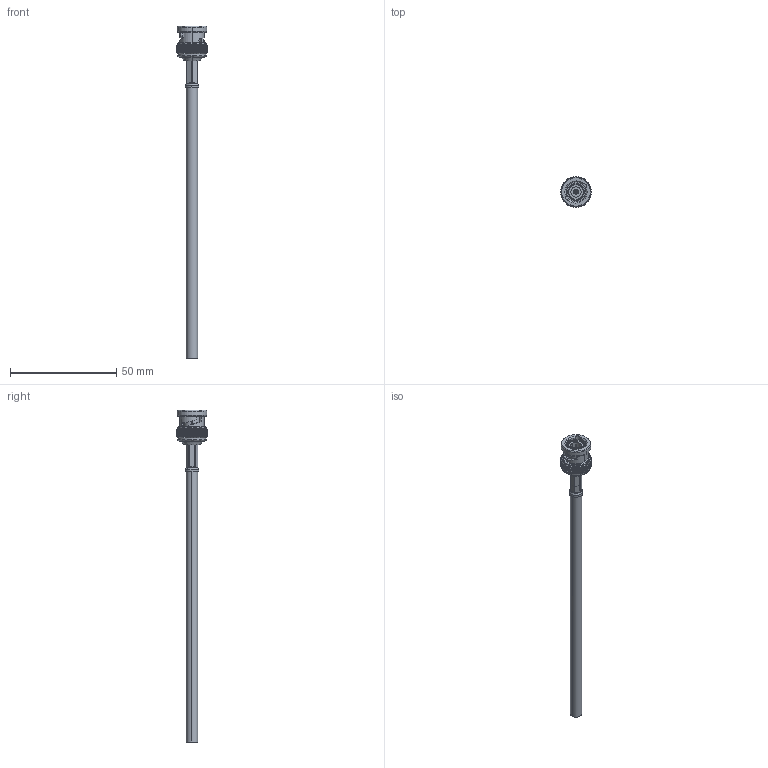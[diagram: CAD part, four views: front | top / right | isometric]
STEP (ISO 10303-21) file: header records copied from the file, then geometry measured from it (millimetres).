
FILE_DESCRIPTION (( 'STEP AP214' ), '1' );
FILE_NAME ('PE3560.step', '2021-11-18T19:32:46', ( '' ), ( '' ), 'SwSTEP 2.0', 'SolidWorks 2021', '' );
FILE_SCHEMA (( 'AUTOMOTIVE_DESIGN' ));
Length unit declared in the file: inch
Products named in the file (3): PE4044^PE3560_Crimped; PE3560; RG223^PE3560_RG223
Assembly tree (2 placements, depth 2):
  PE3560
    RG223^PE3560_RG223
    PE4044^PE3560_Crimped
Bounding box: 14.46 x 14.46 x 156.02 mm (x, y, z)
Volume: 4485.5 mm3; surface area: 4943 mm2
Topology: 3 solids, 3 shells, 507 faces, 1194 edges, 706 vertices
Faces by surface type: plane 186, cylinder 154, cone 149, bspline 18
Entity records: 17795 total; most frequent: CARTESIAN_POINT 6454, ORIENTED_EDGE 2388, DIRECTION 2199, EDGE_CURVE 1194, AXIS2_PLACEMENT_3D 903, VERTEX_POINT 706, EDGE_LOOP 526, ADVANCED_FACE 507
